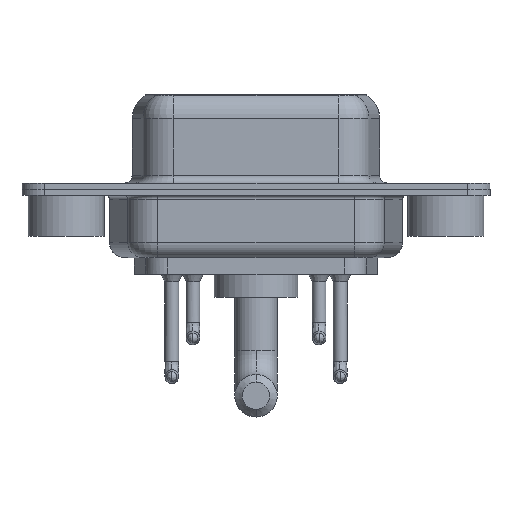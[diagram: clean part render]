
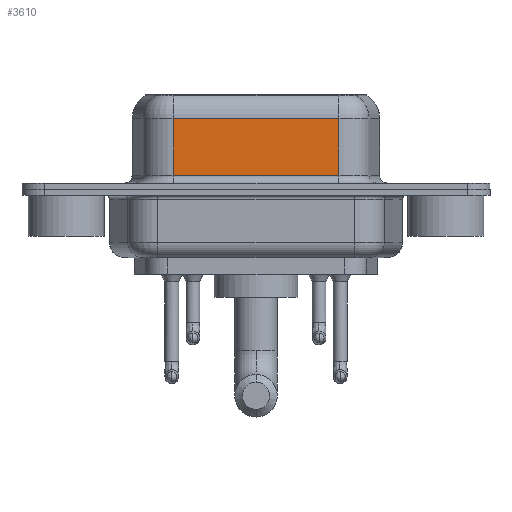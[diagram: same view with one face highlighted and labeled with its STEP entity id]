
A CAD part, front view. The second image highlights one B-rep face of the part: STEP entity #3610.
In plain terms, the highlighted planar face has unit normal (0, -1, 0).
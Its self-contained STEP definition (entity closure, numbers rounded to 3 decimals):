
#261 = VECTOR ( 'NONE', #11522, 1000. ) ;
#730 = ORIENTED_EDGE ( 'NONE', *, *, #13551, .T. ) ;
#804 = PLANE ( 'NONE',  #5978 ) ;
#1391 = VERTEX_POINT ( 'NONE', #2099 ) ;
#1658 = VERTEX_POINT ( 'NONE', #15578 ) ;
#2099 = CARTESIAN_POINT ( 'NONE',  ( 17.962, -3.95, 0.9 ) ) ;
#2455 = CARTESIAN_POINT ( 'NONE',  ( 7.038, -3.95, 0.9 ) ) ;
#2685 = CARTESIAN_POINT ( 'NONE',  ( 17.962, -3.95, 4.65 ) ) ;
#3261 = CARTESIAN_POINT ( 'NONE',  ( 17.962, -3.95, 0.9 ) ) ;
#3354 = DIRECTION ( 'NONE',  ( 0., 1., 0. ) ) ;
#3434 = FACE_OUTER_BOUND ( 'NONE', #8124, .T. ) ;
#3591 = CARTESIAN_POINT ( 'NONE',  ( 7.038, -3.95, 6.4 ) ) ;
#3610 = ADVANCED_FACE ( 'NONE', ( #3434 ), #804, .F. ) ;
#4226 = VERTEX_POINT ( 'NONE', #2455 ) ;
#5699 = VECTOR ( 'NONE', #6540, 1000. ) ;
#5836 = DIRECTION ( 'NONE',  ( -1., 0., 0. ) ) ;
#5884 = ORIENTED_EDGE ( 'NONE', *, *, #15190, .T. ) ;
#5978 = AXIS2_PLACEMENT_3D ( 'NONE', #12178, #3354, #5836 ) ;
#6372 = VECTOR ( 'NONE', #15696, 1000. ) ;
#6540 = DIRECTION ( 'NONE',  ( 0., 0., -1. ) ) ;
#7853 = EDGE_CURVE ( 'NONE', #14669, #1391, #7865, .T. ) ;
#7865 = LINE ( 'NONE', #10426, #5699 ) ;
#8124 = EDGE_LOOP ( 'NONE', ( #9833, #730, #12441, #5884 ) ) ;
#8642 = DIRECTION ( 'NONE',  ( 0., 0., -1. ) ) ;
#8672 = EDGE_CURVE ( 'NONE', #1658, #4226, #9636, .T. ) ;
#9636 = LINE ( 'NONE', #3591, #16220 ) ;
#9833 = ORIENTED_EDGE ( 'NONE', *, *, #7853, .F. ) ;
#10115 = LINE ( 'NONE', #2685, #261 ) ;
#10426 = CARTESIAN_POINT ( 'NONE',  ( 17.962, -3.95, 6.4 ) ) ;
#11522 = DIRECTION ( 'NONE',  ( -1., 0., 0. ) ) ;
#11685 = LINE ( 'NONE', #3261, #6372 ) ;
#12178 = CARTESIAN_POINT ( 'NONE',  ( 17.962, -3.95, 6.4 ) ) ;
#12441 = ORIENTED_EDGE ( 'NONE', *, *, #8672, .T. ) ;
#13071 = CARTESIAN_POINT ( 'NONE',  ( 17.962, -3.95, 4.65 ) ) ;
#13551 = EDGE_CURVE ( 'NONE', #14669, #1658, #10115, .T. ) ;
#14669 = VERTEX_POINT ( 'NONE', #13071 ) ;
#15190 = EDGE_CURVE ( 'NONE', #4226, #1391, #11685, .T. ) ;
#15578 = CARTESIAN_POINT ( 'NONE',  ( 7.038, -3.95, 4.65 ) ) ;
#15696 = DIRECTION ( 'NONE',  ( 1., 0., 0. ) ) ;
#16220 = VECTOR ( 'NONE', #8642, 1000. ) ;
